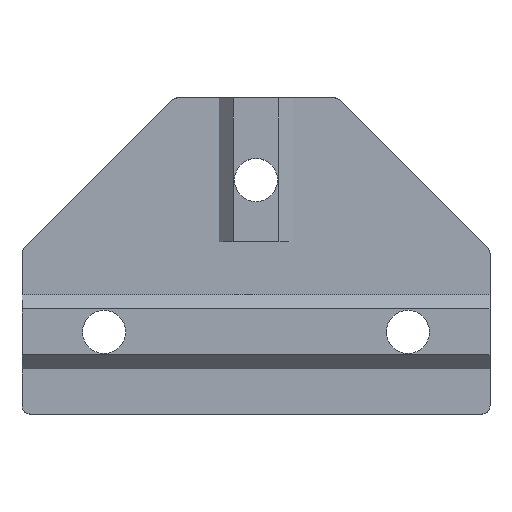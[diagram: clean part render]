
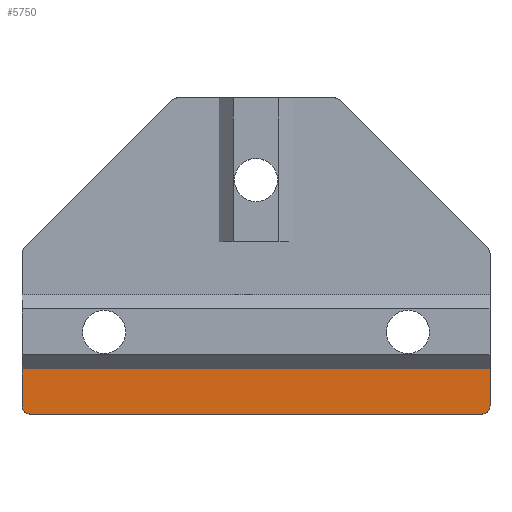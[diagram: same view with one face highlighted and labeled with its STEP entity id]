
A CAD part, top view. The second image highlights one B-rep face of the part: STEP entity #5750.
In plain terms, the highlighted planar face has unit normal (0, 0, 1).
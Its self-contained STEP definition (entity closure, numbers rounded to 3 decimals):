
#190=FACE_OUTER_BOUND('',#542,.T.);
#542=EDGE_LOOP('',(#4510,#4511,#4512,#4513,#4514,#4515,#4516,#4517,#4518,
#4519,#4520,#4521,#4522,#4523,#4524,#4525,#4526,#4527,#4528,#4529,#4530,
#4531,#4532,#4533,#4534,#4535));
#754=LINE('',#7860,#1564);
#788=LINE('',#7925,#1598);
#791=LINE('',#7931,#1601);
#794=LINE('',#7937,#1604);
#795=LINE('',#7939,#1605);
#797=LINE('',#7942,#1607);
#801=LINE('',#7949,#1611);
#815=LINE('',#7981,#1625);
#1052=LINE('',#8442,#1862);
#1055=LINE('',#8446,#1865);
#1118=LINE('',#8578,#1928);
#1142=LINE('',#8631,#1952);
#1149=LINE('',#8644,#1959);
#1158=LINE('',#8660,#1968);
#1191=LINE('',#8725,#2001);
#1196=LINE('',#8740,#2006);
#1357=LINE('',#9054,#2167);
#1358=LINE('',#9055,#2168);
#1359=LINE('',#9057,#2169);
#1360=LINE('',#9058,#2170);
#1361=LINE('',#9059,#2171);
#1362=LINE('',#9060,#2172);
#1363=LINE('',#9061,#2173);
#1364=LINE('',#9062,#2174);
#1365=LINE('',#9063,#2175);
#1366=LINE('',#9064,#2176);
#1564=VECTOR('',#6342,0.143);
#1598=VECTOR('',#6406,0.143);
#1601=VECTOR('',#6411,0.143);
#1604=VECTOR('',#6418,0.143);
#1605=VECTOR('',#6421,0.143);
#1607=VECTOR('',#6425,0.143);
#1611=VECTOR('',#6433,0.143);
#1625=VECTOR('',#6467,0.143);
#1862=VECTOR('',#6762,0.143);
#1865=VECTOR('',#6767,0.143);
#1928=VECTOR('',#6856,4.5);
#1952=VECTOR('',#6902,0.143);
#1959=VECTOR('',#6913,0.143);
#1968=VECTOR('',#6930,0.143);
#2001=VECTOR('',#6997,0.143);
#2006=VECTOR('',#7014,57.);
#2167=VECTOR('',#7261,55.);
#2168=VECTOR('',#7262,0.143);
#2169=VECTOR('',#7263,0.143);
#2170=VECTOR('',#7264,0.143);
#2171=VECTOR('',#7265,0.143);
#2172=VECTOR('',#7266,0.143);
#2173=VECTOR('',#7267,0.143);
#2174=VECTOR('',#7268,0.143);
#2175=VECTOR('',#7269,0.143);
#2176=VECTOR('',#7270,4.5);
#2361=VERTEX_POINT('',#7855);
#2363=VERTEX_POINT('',#7858);
#2375=VERTEX_POINT('',#7906);
#2377=VERTEX_POINT('',#7915);
#2378=VERTEX_POINT('',#7919);
#2379=VERTEX_POINT('',#7923);
#2380=VERTEX_POINT('',#7927);
#2381=VERTEX_POINT('',#7929);
#2382=VERTEX_POINT('',#7935);
#2383=VERTEX_POINT('',#7946);
#2391=VERTEX_POINT('',#7979);
#2586=VERTEX_POINT('',#8438);
#2642=VERTEX_POINT('',#8577);
#2659=VERTEX_POINT('',#8629);
#2660=VERTEX_POINT('',#8630);
#2662=VERTEX_POINT('',#8639);
#2664=VERTEX_POINT('',#8642);
#2666=VERTEX_POINT('',#8656);
#2667=VERTEX_POINT('',#8658);
#2668=VERTEX_POINT('',#8662);
#2671=VERTEX_POINT('',#8669);
#2676=VERTEX_POINT('',#8685);
#2678=VERTEX_POINT('',#8691);
#2686=VERTEX_POINT('',#8739);
#2695=VERTEX_POINT('',#8791);
#2797=VERTEX_POINT('',#9056);
#2836=EDGE_CURVE('',#2361,#2363,#754,.T.);
#2870=EDGE_CURVE('',#2379,#2375,#788,.T.);
#2873=EDGE_CURVE('',#2380,#2381,#791,.T.);
#2876=EDGE_CURVE('',#2377,#2382,#794,.T.);
#2877=EDGE_CURVE('',#2378,#2361,#795,.T.);
#2879=EDGE_CURVE('',#2382,#2378,#797,.T.);
#2883=EDGE_CURVE('',#2383,#2380,#801,.T.);
#2897=EDGE_CURVE('',#2363,#2391,#815,.T.);
#3134=EDGE_CURVE('',#2375,#2377,#1052,.T.);
#3137=EDGE_CURVE('',#2381,#2379,#1055,.T.);
#3200=EDGE_CURVE('',#2642,#2383,#1118,.T.);
#3224=EDGE_CURVE('',#2659,#2660,#1142,.T.);
#3231=EDGE_CURVE('',#2662,#2664,#1149,.T.);
#3240=EDGE_CURVE('',#2666,#2667,#1158,.T.);
#3273=EDGE_CURVE('',#2391,#2586,#1191,.T.);
#3278=EDGE_CURVE('',#2642,#2686,#1196,.T.);
#3439=EDGE_CURVE('',#2586,#2666,#1357,.T.);
#3440=EDGE_CURVE('',#2667,#2662,#1358,.T.);
#3441=EDGE_CURVE('',#2664,#2797,#1359,.T.);
#3442=EDGE_CURVE('',#2797,#2695,#1360,.T.);
#3443=EDGE_CURVE('',#2695,#2676,#1361,.T.);
#3444=EDGE_CURVE('',#2676,#2671,#1362,.T.);
#3445=EDGE_CURVE('',#2671,#2668,#1363,.T.);
#3446=EDGE_CURVE('',#2668,#2678,#1364,.T.);
#3447=EDGE_CURVE('',#2678,#2659,#1365,.T.);
#3448=EDGE_CURVE('',#2660,#2686,#1366,.T.);
#4510=ORIENTED_EDGE('',*,*,#3278,.F.);
#4511=ORIENTED_EDGE('',*,*,#3200,.T.);
#4512=ORIENTED_EDGE('',*,*,#2883,.T.);
#4513=ORIENTED_EDGE('',*,*,#2873,.T.);
#4514=ORIENTED_EDGE('',*,*,#3137,.T.);
#4515=ORIENTED_EDGE('',*,*,#2870,.T.);
#4516=ORIENTED_EDGE('',*,*,#3134,.T.);
#4517=ORIENTED_EDGE('',*,*,#2876,.T.);
#4518=ORIENTED_EDGE('',*,*,#2879,.T.);
#4519=ORIENTED_EDGE('',*,*,#2877,.T.);
#4520=ORIENTED_EDGE('',*,*,#2836,.T.);
#4521=ORIENTED_EDGE('',*,*,#2897,.T.);
#4522=ORIENTED_EDGE('',*,*,#3273,.T.);
#4523=ORIENTED_EDGE('',*,*,#3439,.T.);
#4524=ORIENTED_EDGE('',*,*,#3240,.T.);
#4525=ORIENTED_EDGE('',*,*,#3440,.T.);
#4526=ORIENTED_EDGE('',*,*,#3231,.T.);
#4527=ORIENTED_EDGE('',*,*,#3441,.T.);
#4528=ORIENTED_EDGE('',*,*,#3442,.T.);
#4529=ORIENTED_EDGE('',*,*,#3443,.T.);
#4530=ORIENTED_EDGE('',*,*,#3444,.T.);
#4531=ORIENTED_EDGE('',*,*,#3445,.T.);
#4532=ORIENTED_EDGE('',*,*,#3446,.T.);
#4533=ORIENTED_EDGE('',*,*,#3447,.T.);
#4534=ORIENTED_EDGE('',*,*,#3224,.T.);
#4535=ORIENTED_EDGE('',*,*,#3448,.T.);
#5402=PLANE('',#6100);
#5750=ADVANCED_FACE('',(#190),#5402,.T.);
#6100=AXIS2_PLACEMENT_3D('',#9053,#7259,#7260);
#6342=DIRECTION('',(0.937,-0.349,0.));
#6406=DIRECTION('',(0.479,-0.878,0.));
#6411=DIRECTION('',(0.213,-0.977,0.));
#6418=DIRECTION('',(0.707,-0.707,0.));
#6421=DIRECTION('',(0.878,-0.479,0.));
#6425=DIRECTION('',(0.801,-0.599,0.));
#6433=DIRECTION('',(0.071,-0.997,0.));
#6467=DIRECTION('',(0.977,-0.213,0.));
#6762=DIRECTION('',(0.599,-0.801,0.));
#6767=DIRECTION('',(0.349,-0.937,0.));
#6856=DIRECTION('',(0.,-1.,0.));
#6902=DIRECTION('',(0.071,0.997,0.));
#6913=DIRECTION('',(0.937,0.349,0.));
#6930=DIRECTION('',(0.997,0.071,0.));
#6997=DIRECTION('',(0.997,-0.071,0.));
#7014=DIRECTION('',(1.,0.,0.));
#7259=DIRECTION('center_axis',(0.,0.,1.));
#7260=DIRECTION('ref_axis',(1.,0.,0.));
#7261=DIRECTION('',(1.,0.,0.));
#7262=DIRECTION('',(0.977,0.213,0.));
#7263=DIRECTION('',(0.878,0.479,0.));
#7264=DIRECTION('',(0.801,0.599,0.));
#7265=DIRECTION('',(0.707,0.707,0.));
#7266=DIRECTION('',(0.599,0.801,0.));
#7267=DIRECTION('',(0.479,0.878,0.));
#7268=DIRECTION('',(0.349,0.937,0.));
#7269=DIRECTION('',(0.213,0.977,0.));
#7270=DIRECTION('',(0.,1.,0.));
#7855=CARTESIAN_POINT('',(0.585,0.09,4.));
#7858=CARTESIAN_POINT('',(0.718,0.041,4.));
#7860=CARTESIAN_POINT('',(0.585,0.09,4.));
#7906=CARTESIAN_POINT('',(0.159,0.459,4.));
#7915=CARTESIAN_POINT('',(0.244,0.345,4.));
#7919=CARTESIAN_POINT('',(0.459,0.159,4.));
#7923=CARTESIAN_POINT('',(0.09,0.585,4.));
#7925=CARTESIAN_POINT('',(0.09,0.585,4.));
#7927=CARTESIAN_POINT('',(0.01,0.858,4.));
#7929=CARTESIAN_POINT('',(0.041,0.718,4.));
#7931=CARTESIAN_POINT('',(0.01,0.858,4.));
#7935=CARTESIAN_POINT('',(0.345,0.244,4.));
#7937=CARTESIAN_POINT('',(0.244,0.345,4.));
#7939=CARTESIAN_POINT('',(0.459,0.159,4.));
#7942=CARTESIAN_POINT('',(0.345,0.244,4.));
#7946=CARTESIAN_POINT('',(0.,1.,4.));
#7949=CARTESIAN_POINT('',(0.,1.,4.));
#7979=CARTESIAN_POINT('',(0.858,0.01,4.));
#7981=CARTESIAN_POINT('',(0.718,0.041,4.));
#8438=CARTESIAN_POINT('',(1.,0.,4.));
#8442=CARTESIAN_POINT('',(0.159,0.459,4.));
#8446=CARTESIAN_POINT('',(0.041,0.718,4.));
#8577=CARTESIAN_POINT('',(0.,5.5,4.));
#8578=CARTESIAN_POINT('',(0.,5.5,4.));
#8629=CARTESIAN_POINT('',(56.99,0.858,4.));
#8630=CARTESIAN_POINT('',(57.,1.,4.));
#8631=CARTESIAN_POINT('',(56.99,0.858,4.));
#8639=CARTESIAN_POINT('',(56.282,0.041,4.));
#8642=CARTESIAN_POINT('',(56.415,0.09,4.));
#8644=CARTESIAN_POINT('',(56.282,0.041,4.));
#8656=CARTESIAN_POINT('',(56.,0.,4.));
#8658=CARTESIAN_POINT('',(56.142,0.01,4.));
#8660=CARTESIAN_POINT('',(56.,0.,4.));
#8662=CARTESIAN_POINT('',(56.91,0.585,4.));
#8669=CARTESIAN_POINT('',(56.841,0.459,4.));
#8685=CARTESIAN_POINT('',(56.756,0.345,4.));
#8691=CARTESIAN_POINT('',(56.959,0.718,4.));
#8725=CARTESIAN_POINT('',(0.858,0.01,4.));
#8739=CARTESIAN_POINT('',(57.,5.5,4.));
#8740=CARTESIAN_POINT('',(0.,5.5,4.));
#8791=CARTESIAN_POINT('',(56.655,0.244,4.));
#9053=CARTESIAN_POINT('Origin',(0.,1.,4.));
#9054=CARTESIAN_POINT('',(1.,0.,4.));
#9055=CARTESIAN_POINT('',(56.142,0.01,4.));
#9056=CARTESIAN_POINT('',(56.541,0.159,4.));
#9057=CARTESIAN_POINT('',(56.415,0.09,4.));
#9058=CARTESIAN_POINT('',(56.541,0.159,4.));
#9059=CARTESIAN_POINT('',(56.655,0.244,4.));
#9060=CARTESIAN_POINT('',(56.756,0.345,4.));
#9061=CARTESIAN_POINT('',(56.841,0.459,4.));
#9062=CARTESIAN_POINT('',(56.91,0.585,4.));
#9063=CARTESIAN_POINT('',(56.959,0.718,4.));
#9064=CARTESIAN_POINT('',(57.,1.,4.));
